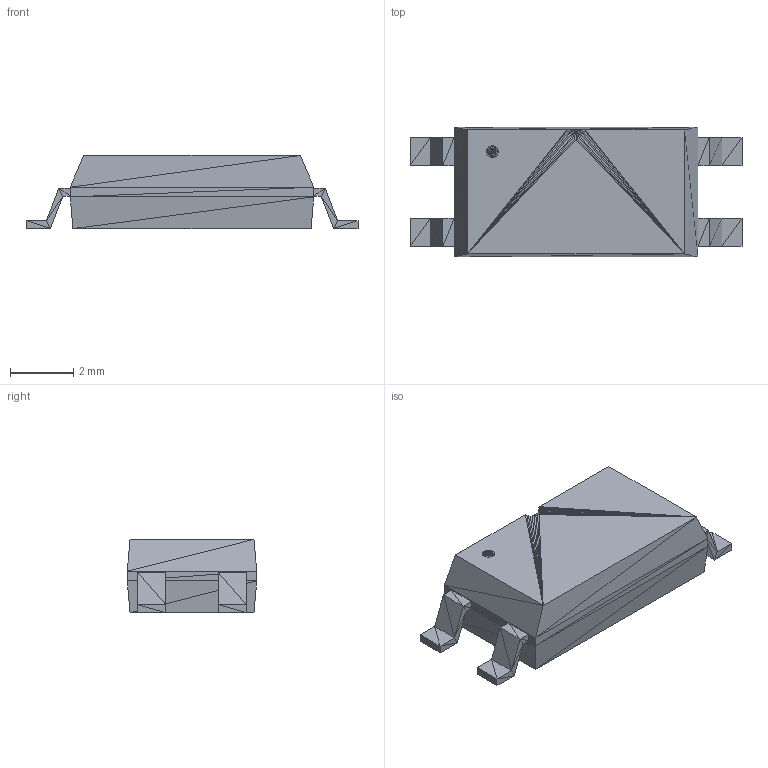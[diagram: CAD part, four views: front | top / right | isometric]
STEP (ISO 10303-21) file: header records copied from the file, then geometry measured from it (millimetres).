
FILE_DESCRIPTION(('STEP AP214'),'1');
FILE_NAME('SOP-4L_TC-L','2019-11-04T02:53:42',(''),(''),'','','');
FILE_SCHEMA(('AUTOMOTIVE_DESIGN'));
Length unit declared in the file: millimetre
Products named in the file (1): product
Bounding box: 10.49 x 4.09 x 2.31 mm (x, y, z)
Surface area: 131.2 mm2 (no closed solid volume)
Topology: 0 solids, 341 shells, 341 faces, 1023 edges, 1023 vertices
Faces by surface type: plane 341
Entity records: 12335 total; most frequent: CARTESIAN_POINT 2388, VERTEX_POINT 2046, DIRECTION 1707, ORIENTED_EDGE 1023, EDGE_CURVE 1023, LINE 1023, VECTOR 1023, AXIS2_PLACEMENT_3D 342
